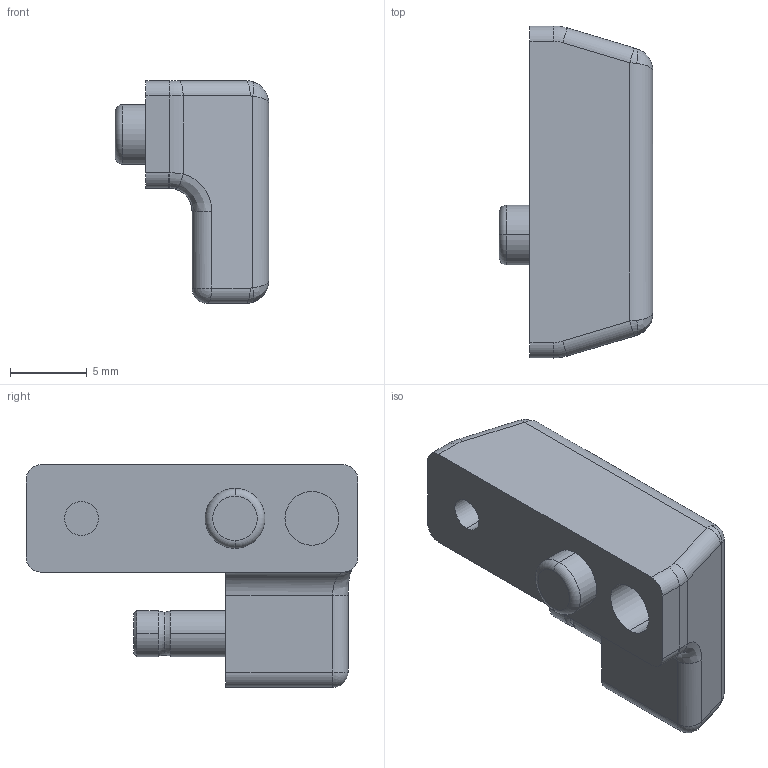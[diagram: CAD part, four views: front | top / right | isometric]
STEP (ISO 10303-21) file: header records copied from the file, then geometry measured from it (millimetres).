
FILE_DESCRIPTION (( 'STEP AP214' ), '1' );
FILE_NAME ('095023l.STEP', '2013-12-05T13:50:27', ( '' ), ( '' ), 'SwSTEP 2.0', 'SolidWorks 2012', '' );
FILE_SCHEMA (( 'AUTOMOTIVE_DESIGN' ));
Length unit declared in the file: millimetre
Products named in the file (1): 095023l
Bounding box: 10 x 21.6 x 14.5 mm (x, y, z)
Volume: 1385.9 mm3; surface area: 1013.5 mm2
Topology: 1 solids, 1 shells, 66 faces, 157 edges, 92 vertices
Faces by surface type: cylinder 28, plane 15, torus 10, bspline 10, cone 2, sphere 1
Entity records: 2054 total; most frequent: CARTESIAN_POINT 569, DIRECTION 320, ORIENTED_EDGE 302, EDGE_CURVE 151, AXIS2_PLACEMENT_3D 132, VERTEX_POINT 91, CIRCLE 75, EDGE_LOOP 70
